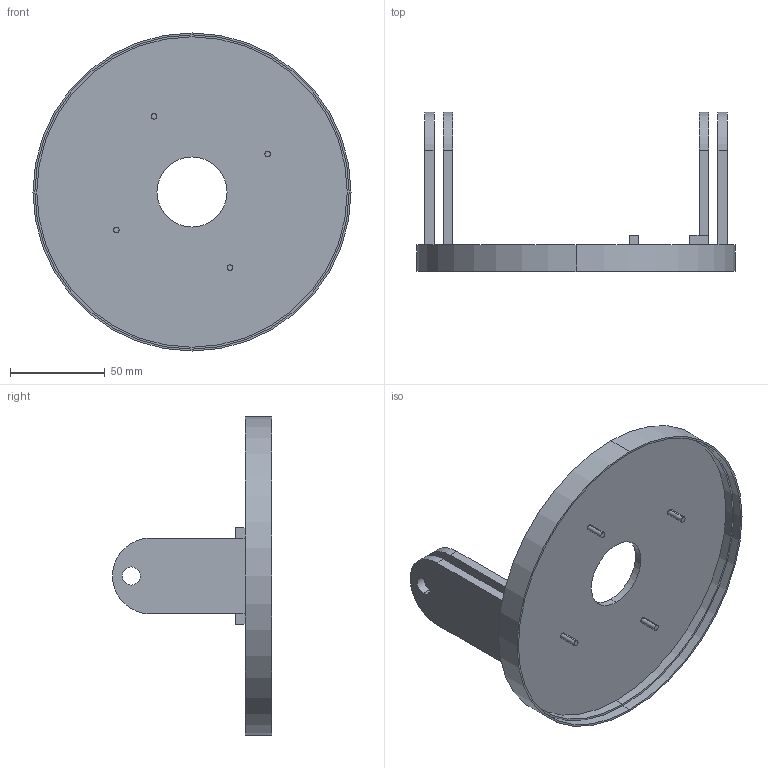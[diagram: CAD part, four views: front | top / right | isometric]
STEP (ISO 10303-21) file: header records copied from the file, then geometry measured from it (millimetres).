
FILE_DESCRIPTION (( 'STEP AP214' ), '1' );
FILE_NAME ('Soporte_Rotación_Media.STEP', '2025-03-01T20:33:57', ( '' ), ( '' ), 'SwSTEP 2.0', 'SolidWorks 2025', '' );
FILE_SCHEMA (( 'AUTOMOTIVE_DESIGN' ));
Length unit declared in the file: millimetre
Products named in the file (1): Soporte_Rotación_Media
Bounding box: 168 x 84 x 168 mm (x, y, z)
Volume: 144202.1 mm3; surface area: 79742.7 mm2
Topology: 1 solids, 1 shells, 88 faces, 210 edges, 140 vertices
Faces by surface type: plane 46, cylinder 42
Entity records: 2625 total; most frequent: DIRECTION 472, CARTESIAN_POINT 439, ORIENTED_EDGE 420, EDGE_CURVE 210, AXIS2_PLACEMENT_3D 173, VERTEX_POINT 140, LINE 126, VECTOR 126
